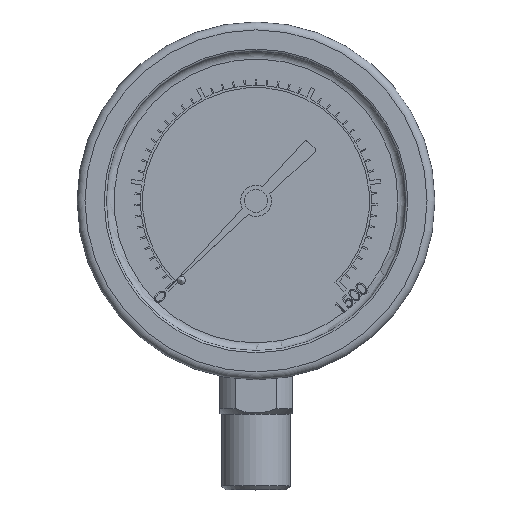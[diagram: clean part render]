
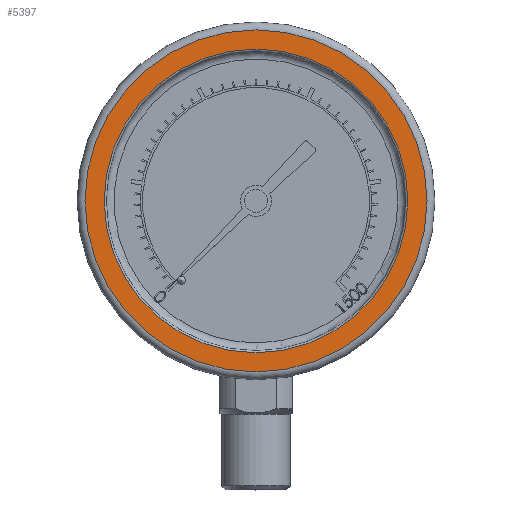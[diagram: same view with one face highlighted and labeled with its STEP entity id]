
A CAD part, top view. The second image highlights one B-rep face of the part: STEP entity #5397.
In plain terms, the highlighted planar face has unit normal (0, 0, 1).
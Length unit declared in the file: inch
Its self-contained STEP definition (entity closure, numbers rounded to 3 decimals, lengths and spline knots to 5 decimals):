
#34 = CIRCLE ( 'NONE', #12790, 1.151 ) ;
#391 = FACE_OUTER_BOUND ( 'NONE', #4995, .T. ) ;
#1274 = DIRECTION ( 'NONE',  ( 0., 0., -1. ) ) ;
#1572 = EDGE_CURVE ( 'NONE', #4818, #4818, #9448, .T. ) ;
#3043 = DIRECTION ( 'NONE',  ( 1., 0., 0. ) ) ;
#4222 = EDGE_CURVE ( 'NONE', #10103, #10103, #34, .T. ) ;
#4818 = VERTEX_POINT ( 'NONE', #11593 ) ;
#4995 = EDGE_LOOP ( 'NONE', ( #6369 ) ) ;
#5359 = AXIS2_PLACEMENT_3D ( 'NONE', #9618, #14952, #3043 ) ;
#5397 = ADVANCED_FACE ( 'NONE', ( #12250, #391 ), #5641, .T. ) ;
#5641 = PLANE ( 'NONE',  #5359 ) ;
#6369 = ORIENTED_EDGE ( 'NONE', *, *, #1572, .T. ) ;
#6804 = DIRECTION ( 'NONE',  ( 1., 0., 0. ) ) ;
#7634 = DIRECTION ( 'NONE',  ( 1., 0., 0. ) ) ;
#9448 = CIRCLE ( 'NONE', #11683, 1.2965 ) ;
#9618 = CARTESIAN_POINT ( 'NONE',  ( 0., 0., 0. ) ) ;
#10103 = VERTEX_POINT ( 'NONE', #15438 ) ;
#11004 = CARTESIAN_POINT ( 'NONE',  ( 0., 0., 0. ) ) ;
#11571 = CARTESIAN_POINT ( 'NONE',  ( 0., 0., 0. ) ) ;
#11593 = CARTESIAN_POINT ( 'NONE',  ( 1.2965, 0., 0. ) ) ;
#11602 = ORIENTED_EDGE ( 'NONE', *, *, #4222, .T. ) ;
#11683 = AXIS2_PLACEMENT_3D ( 'NONE', #11004, #12316, #6804 ) ;
#12250 = FACE_BOUND ( 'NONE', #15888, .T. ) ;
#12316 = DIRECTION ( 'NONE',  ( 0., 0., 1. ) ) ;
#12790 = AXIS2_PLACEMENT_3D ( 'NONE', #11571, #1274, #7634 ) ;
#14952 = DIRECTION ( 'NONE',  ( 0., 0., 1. ) ) ;
#15438 = CARTESIAN_POINT ( 'NONE',  ( 1.151, 0., 0. ) ) ;
#15888 = EDGE_LOOP ( 'NONE', ( #11602 ) ) ;
